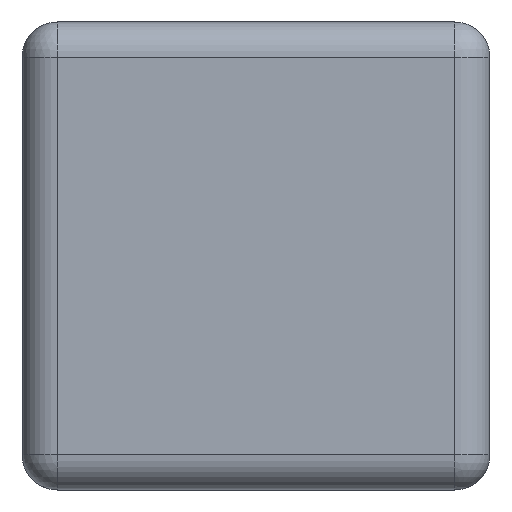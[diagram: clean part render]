
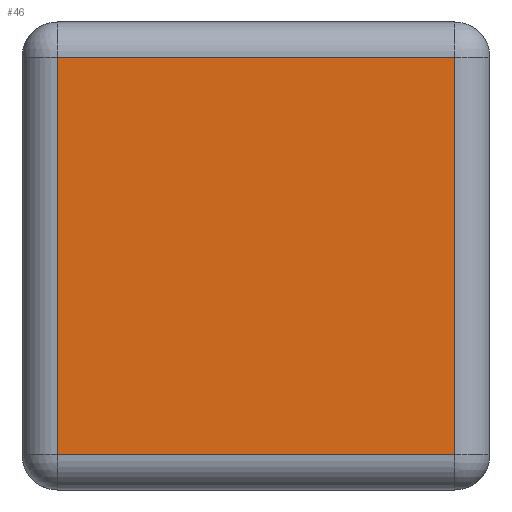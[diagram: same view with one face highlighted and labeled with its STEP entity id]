
A CAD part, left-side view. The second image highlights one B-rep face of the part: STEP entity #46.
In plain terms, the highlighted planar face has unit normal (-1, 0, 0).
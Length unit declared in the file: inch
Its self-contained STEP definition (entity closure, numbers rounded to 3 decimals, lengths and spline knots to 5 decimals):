
#4 = LINE ( 'NONE', #585, #232 ) ;
#9 = VERTEX_POINT ( 'NONE', #108 ) ;
#24 = CARTESIAN_POINT ( 'NONE',  ( 0.15748, -0.00591, -0.13403 ) ) ;
#46 = ADVANCED_FACE ( 'NONE', ( #410 ), #562, .T. ) ;
#60 = DIRECTION ( 'NONE',  ( 0., -1., 0. ) ) ;
#79 = DIRECTION ( 'NONE',  ( 0., 1., 0. ) ) ;
#107 = CARTESIAN_POINT ( 'NONE',  ( 0.15748, -0.00591, -0.12812 ) ) ;
#108 = CARTESIAN_POINT ( 'NONE',  ( 0.15748, -0.00591, -0.06119 ) ) ;
#124 = VECTOR ( 'NONE', #79, 39.37008 ) ;
#151 = DIRECTION ( 'NONE',  ( 0., 0., 1. ) ) ;
#164 = LINE ( 'NONE', #476, #354 ) ;
#170 = ORIENTED_EDGE ( 'NONE', *, *, #295, .T. ) ;
#177 = EDGE_CURVE ( 'NONE', #603, #316, #164, .T. ) ;
#185 = LINE ( 'NONE', #392, #124 ) ;
#231 = LINE ( 'NONE', #24, #289 ) ;
#232 = VECTOR ( 'NONE', #60, 39.37008 ) ;
#257 = DIRECTION ( 'NONE',  ( -1., 0., 0. ) ) ;
#289 = VECTOR ( 'NONE', #318, 39.37008 ) ;
#295 = EDGE_CURVE ( 'NONE', #316, #9, #185, .T. ) ;
#316 = VERTEX_POINT ( 'NONE', #396 ) ;
#318 = DIRECTION ( 'NONE',  ( 0., 0., -1. ) ) ;
#354 = VECTOR ( 'NONE', #380, 39.37008 ) ;
#380 = DIRECTION ( 'NONE',  ( 0., 0., 1. ) ) ;
#388 = EDGE_LOOP ( 'NONE', ( #641, #484, #549, #170 ) ) ;
#392 = CARTESIAN_POINT ( 'NONE',  ( 0.15748, -0.07874, -0.06119 ) ) ;
#396 = CARTESIAN_POINT ( 'NONE',  ( 0.15748, -0.07283, -0.06119 ) ) ;
#410 = FACE_OUTER_BOUND ( 'NONE', #388, .T. ) ;
#476 = CARTESIAN_POINT ( 'NONE',  ( 0.15748, -0.07283, -0.05529 ) ) ;
#484 = ORIENTED_EDGE ( 'NONE', *, *, #566, .T. ) ;
#488 = AXIS2_PLACEMENT_3D ( 'NONE', #606, #257, #151 ) ;
#549 = ORIENTED_EDGE ( 'NONE', *, *, #177, .T. ) ;
#562 = PLANE ( 'NONE',  #488 ) ;
#566 = EDGE_CURVE ( 'NONE', #626, #603, #4, .T. ) ;
#567 = CARTESIAN_POINT ( 'NONE',  ( 0.15748, -0.07283, -0.12812 ) ) ;
#585 = CARTESIAN_POINT ( 'NONE',  ( 0.15748, -0.07874, -0.12812 ) ) ;
#599 = EDGE_CURVE ( 'NONE', #9, #626, #231, .T. ) ;
#603 = VERTEX_POINT ( 'NONE', #567 ) ;
#606 = CARTESIAN_POINT ( 'NONE',  ( 0.15748, -0.07874, -0.13403 ) ) ;
#626 = VERTEX_POINT ( 'NONE', #107 ) ;
#641 = ORIENTED_EDGE ( 'NONE', *, *, #599, .T. ) ;
